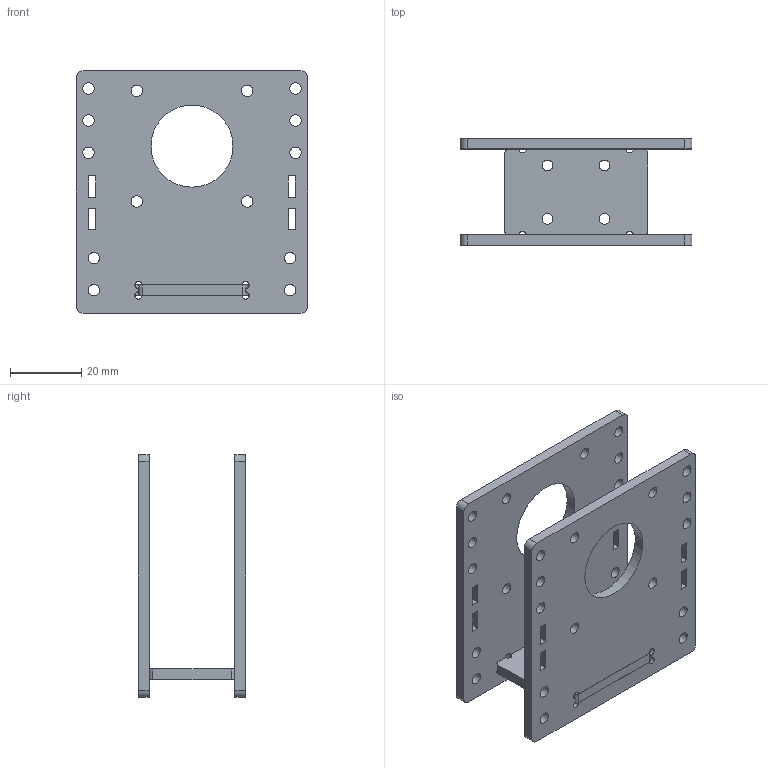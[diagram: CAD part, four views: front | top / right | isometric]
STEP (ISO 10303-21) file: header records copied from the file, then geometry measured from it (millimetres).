
FILE_DESCRIPTION(/* description */ (''),/* implementation_level */ '2;1');
FILE_NAME(/* name */ 'xCarriage plates.step',/* time_stamp */ '2021-01-16T05:12:00+08:00',/* author */ (''),/* organization */ (''),/* preprocessor_version */ 'ST-DEVELOPER v18.1',/* originating_system */ 'Autodesk Translation Framework v9.7.0.1280',/* authorisation */ '');
FILE_SCHEMA (('AUTOMOTIVE_DESIGN { 1 0 10303 214 3 1 1 }'));
Length unit declared in the file: millimetre
Products named in the file (1): xCarriage plates
Bounding box: 65 x 30 x 68.03 mm (x, y, z)
Volume: 25766 mm3; surface area: 21431.5 mm2
Topology: 3 solids, 3 shells, 128 faces, 366 edges, 244 vertices
Faces by surface type: plane 66, cylinder 62
Full cylindrical faces by diameter (mm): 3 x4, 3.2 x28, 23 x2
Entity records: 4421 total; most frequent: DIRECTION 748, CARTESIAN_POINT 739, ORIENTED_EDGE 732, EDGE_CURVE 366, AXIS2_PLACEMENT_3D 253, VERTEX_POINT 244, LINE 242, VECTOR 242
